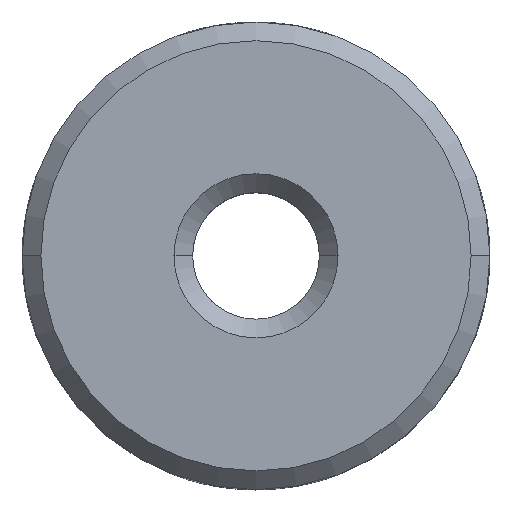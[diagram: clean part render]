
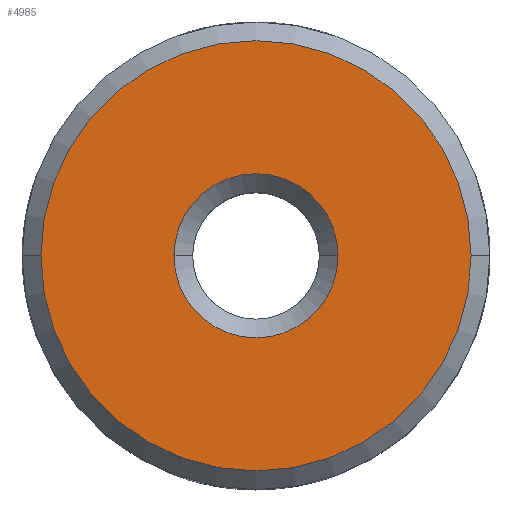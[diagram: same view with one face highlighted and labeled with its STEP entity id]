
A CAD part, top view. The second image highlights one B-rep face of the part: STEP entity #4985.
In plain terms, the highlighted planar face has unit normal (0, 0, 1).
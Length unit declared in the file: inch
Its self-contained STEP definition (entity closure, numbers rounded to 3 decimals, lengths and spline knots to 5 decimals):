
#132 = PLANE ( 'NONE',  #2608 ) ;
#196 = CARTESIAN_POINT ( 'NONE',  ( 0.06772, -0.16719, 0.14035 ) ) ;
#218 = DIRECTION ( 'NONE',  ( 1., 0., 0. ) ) ;
#390 = CARTESIAN_POINT ( 'NONE',  ( 0.11158, -0.16719, 0.14035 ) ) ;
#710 = EDGE_CURVE ( 'NONE', #4760, #5681, #2536, .T. ) ;
#744 = VERTEX_POINT ( 'NONE', #4255 ) ;
#1191 = CARTESIAN_POINT ( 'NONE',  ( 0.06772, -0.16719, 0.14035 ) ) ;
#1225 = CARTESIAN_POINT ( 'NONE',  ( 0.18272, -0.16719, 0.14035 ) ) ;
#1603 = AXIS2_PLACEMENT_3D ( 'NONE', #2016, #4356, #2058 ) ;
#1643 = CARTESIAN_POINT ( 'NONE',  ( 0.06772, -0.16719, 0.14035 ) ) ;
#1673 = DIRECTION ( 'NONE',  ( 0., 0., 1. ) ) ;
#1695 = DIRECTION ( 'NONE',  ( 0., 0., -1. ) ) ;
#1844 = DIRECTION ( 'NONE',  ( 1., 0., 0. ) ) ;
#2016 = CARTESIAN_POINT ( 'NONE',  ( 0.06772, -0.16719, 0.14035 ) ) ;
#2042 = EDGE_CURVE ( 'NONE', #744, #2975, #5563, .T. ) ;
#2058 = DIRECTION ( 'NONE',  ( 1., 0., 0. ) ) ;
#2116 = EDGE_LOOP ( 'NONE', ( #2378, #2529 ) ) ;
#2119 = CIRCLE ( 'NONE', #3426, 0.115 ) ;
#2122 = DIRECTION ( 'NONE',  ( 1., 0., 0. ) ) ;
#2165 = ORIENTED_EDGE ( 'NONE', *, *, #2422, .T. ) ;
#2378 = ORIENTED_EDGE ( 'NONE', *, *, #2042, .T. ) ;
#2422 = EDGE_CURVE ( 'NONE', #5681, #4760, #3480, .T. ) ;
#2529 = ORIENTED_EDGE ( 'NONE', *, *, #4058, .T. ) ;
#2536 = CIRCLE ( 'NONE', #1603, 0.04386 ) ;
#2608 = AXIS2_PLACEMENT_3D ( 'NONE', #196, #5158, #218 ) ;
#2907 = FACE_OUTER_BOUND ( 'NONE', #2116, .T. ) ;
#2933 = EDGE_LOOP ( 'NONE', ( #2165, #5108 ) ) ;
#2975 = VERTEX_POINT ( 'NONE', #1225 ) ;
#3250 = FACE_BOUND ( 'NONE', #2933, .T. ) ;
#3426 = AXIS2_PLACEMENT_3D ( 'NONE', #1191, #1673, #3448 ) ;
#3448 = DIRECTION ( 'NONE',  ( 1., 0., 0. ) ) ;
#3480 = CIRCLE ( 'NONE', #5039, 0.04386 ) ;
#4058 = EDGE_CURVE ( 'NONE', #2975, #744, #2119, .T. ) ;
#4255 = CARTESIAN_POINT ( 'NONE',  ( -0.04728, -0.16719, 0.14035 ) ) ;
#4356 = DIRECTION ( 'NONE',  ( 0., 0., -1. ) ) ;
#4760 = VERTEX_POINT ( 'NONE', #5511 ) ;
#4985 = ADVANCED_FACE ( 'NONE', ( #3250, #2907 ), #132, .T. ) ;
#5039 = AXIS2_PLACEMENT_3D ( 'NONE', #1643, #1695, #2122 ) ;
#5108 = ORIENTED_EDGE ( 'NONE', *, *, #710, .T. ) ;
#5158 = DIRECTION ( 'NONE',  ( 0., 0., 1. ) ) ;
#5429 = CARTESIAN_POINT ( 'NONE',  ( 0.06772, -0.16719, 0.14035 ) ) ;
#5472 = DIRECTION ( 'NONE',  ( 0., 0., 1. ) ) ;
#5511 = CARTESIAN_POINT ( 'NONE',  ( 0.02386, -0.16719, 0.14035 ) ) ;
#5563 = CIRCLE ( 'NONE', #5727, 0.115 ) ;
#5681 = VERTEX_POINT ( 'NONE', #390 ) ;
#5727 = AXIS2_PLACEMENT_3D ( 'NONE', #5429, #5472, #1844 ) ;
